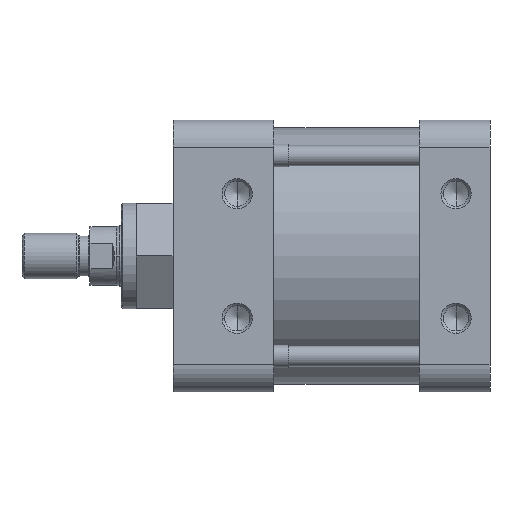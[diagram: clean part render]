
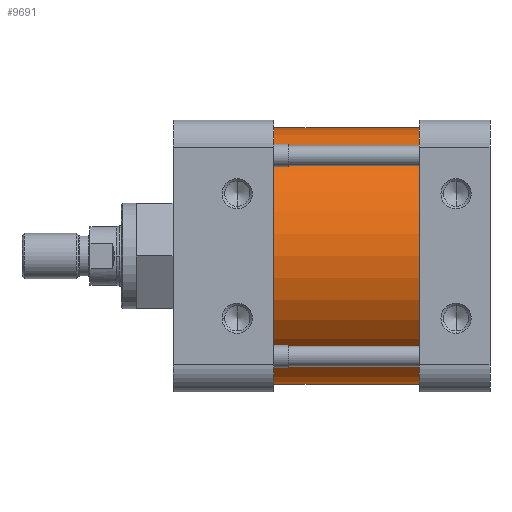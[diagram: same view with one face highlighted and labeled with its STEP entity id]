
A CAD part, front view. The second image highlights one B-rep face of the part: STEP entity #9691.
In plain terms, the highlighted cylindrical face has radius 53.975 mm (diameter 107.95 mm), a partial arc.
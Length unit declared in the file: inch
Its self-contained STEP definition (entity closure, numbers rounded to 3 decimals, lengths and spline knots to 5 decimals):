
#354 = EDGE_CURVE ( 'NONE', #2483, #3793, #13481, .T. ) ;
#427 = CIRCLE ( 'NONE', #12261, 2.125 ) ;
#456 = LINE ( 'NONE', #8094, #471 ) ;
#461 = CARTESIAN_POINT ( 'NONE',  ( 1.67, 0., 2.125 ) ) ;
#471 = VECTOR ( 'NONE', #8122, 39.37008 ) ;
#513 = EDGE_LOOP ( 'NONE', ( #11814, #11952, #12137, #12309 ) ) ;
#514 = CARTESIAN_POINT ( 'NONE',  ( 1.67, 0., -2.125 ) ) ;
#1030 = EDGE_CURVE ( 'NONE', #13192, #5854, #456, .T. ) ;
#1067 = AXIS2_PLACEMENT_3D ( 'NONE', #12428, #12283, #12181 ) ;
#2361 = EDGE_CURVE ( 'NONE', #5854, #3793, #12690, .T. ) ;
#2483 = VERTEX_POINT ( 'NONE', #461 ) ;
#2505 = EDGE_CURVE ( 'NONE', #2483, #13192, #427, .T. ) ;
#2789 = DIRECTION ( 'NONE',  ( 1., 0., 0. ) ) ;
#2897 = CARTESIAN_POINT ( 'NONE',  ( 4.076, 0., 2.125 ) ) ;
#3793 = VERTEX_POINT ( 'NONE', #13439 ) ;
#3826 = DIRECTION ( 'NONE',  ( 1., 0., 0. ) ) ;
#3927 = CARTESIAN_POINT ( 'NONE',  ( 4.076, 0., 0. ) ) ;
#5821 = CARTESIAN_POINT ( 'NONE',  ( 4.076, 0., -2.125 ) ) ;
#5854 = VERTEX_POINT ( 'NONE', #5821 ) ;
#7326 = FACE_OUTER_BOUND ( 'NONE', #513, .T. ) ;
#7366 = DIRECTION ( 'NONE',  ( 0., 0., -1. ) ) ;
#8094 = CARTESIAN_POINT ( 'NONE',  ( 4.076, 0., -2.125 ) ) ;
#8122 = DIRECTION ( 'NONE',  ( 1., 0., 0. ) ) ;
#9691 = ADVANCED_FACE ( 'NONE', ( #7326 ), #13717, .T. ) ;
#11814 = ORIENTED_EDGE ( 'NONE', *, *, #354, .F. ) ;
#11952 = ORIENTED_EDGE ( 'NONE', *, *, #2505, .T. ) ;
#12137 = ORIENTED_EDGE ( 'NONE', *, *, #1030, .T. ) ;
#12181 = DIRECTION ( 'NONE',  ( 0., 0., -1. ) ) ;
#12261 = AXIS2_PLACEMENT_3D ( 'NONE', #14176, #14131, #14079 ) ;
#12283 = DIRECTION ( 'NONE',  ( -1., 0., 0. ) ) ;
#12309 = ORIENTED_EDGE ( 'NONE', *, *, #2361, .T. ) ;
#12428 = CARTESIAN_POINT ( 'NONE',  ( 4.076, 0., 0. ) ) ;
#12690 = CIRCLE ( 'NONE', #1067, 2.125 ) ;
#13192 = VERTEX_POINT ( 'NONE', #514 ) ;
#13439 = CARTESIAN_POINT ( 'NONE',  ( 4.076, 0., 2.125 ) ) ;
#13481 = LINE ( 'NONE', #2897, #14038 ) ;
#13717 = CYLINDRICAL_SURFACE ( 'NONE', #14208, 2.125 ) ;
#14038 = VECTOR ( 'NONE', #3826, 39.37008 ) ;
#14079 = DIRECTION ( 'NONE',  ( 0., 0., -1. ) ) ;
#14131 = DIRECTION ( 'NONE',  ( 1., 0., 0. ) ) ;
#14176 = CARTESIAN_POINT ( 'NONE',  ( 1.67, 0., 0. ) ) ;
#14208 = AXIS2_PLACEMENT_3D ( 'NONE', #3927, #2789, #7366 ) ;
